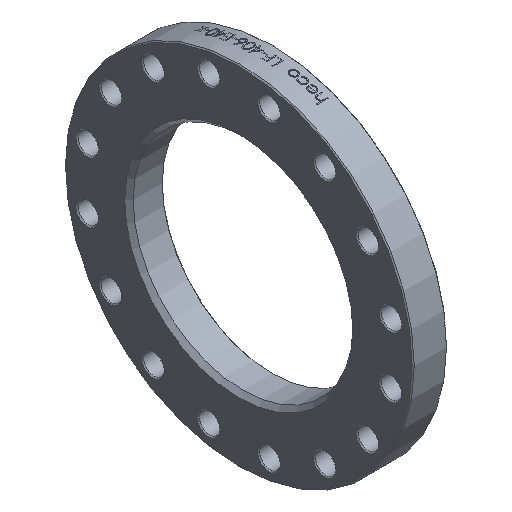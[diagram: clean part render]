
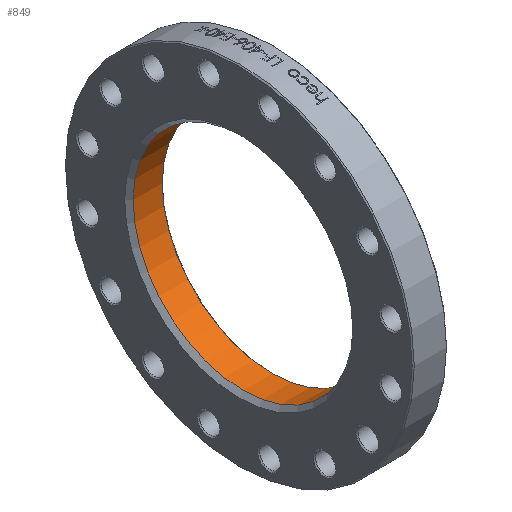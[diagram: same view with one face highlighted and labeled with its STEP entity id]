
A CAD part, isometric view. The second image highlights one B-rep face of the part: STEP entity #849.
In plain terms, the highlighted cylindrical face has radius 208 mm (diameter 416 mm), a full revolution.
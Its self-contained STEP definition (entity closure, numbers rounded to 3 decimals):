
#172 = CYLINDRICAL_SURFACE ( 'NONE', #1658, 208. ) ;
#757 = CARTESIAN_POINT ( 'NONE',  ( 8., 0., 0. ) ) ;
#849 = ADVANCED_FACE ( 'NONE', ( #850, #4072 ), #172, .F. ) ;
#850 = FACE_OUTER_BOUND ( 'NONE', #1899, .T. ) ;
#886 = VERTEX_POINT ( 'NONE', #2671 ) ;
#1142 = CIRCLE ( 'NONE', #5154, 208. ) ;
#1516 = CARTESIAN_POINT ( 'NONE',  ( 0., 0., 0. ) ) ;
#1642 = DIRECTION ( 'NONE',  ( 0., 0., 1. ) ) ;
#1658 = AXIS2_PLACEMENT_3D ( 'NONE', #1516, #2898, #5684 ) ;
#1899 = EDGE_LOOP ( 'NONE', ( #6607 ) ) ;
#2377 = ORIENTED_EDGE ( 'NONE', *, *, #6477, .T. ) ;
#2671 = CARTESIAN_POINT ( 'NONE',  ( 63., 0., 208. ) ) ;
#2838 = DIRECTION ( 'NONE',  ( 0., 0., -1. ) ) ;
#2898 = DIRECTION ( 'NONE',  ( -1., 0., 0. ) ) ;
#3630 = CIRCLE ( 'NONE', #3852, 208. ) ;
#3852 = AXIS2_PLACEMENT_3D ( 'NONE', #757, #6766, #2838 ) ;
#4072 = FACE_OUTER_BOUND ( 'NONE', #5124, .T. ) ;
#4193 = EDGE_CURVE ( 'NONE', #6312, #6312, #3630, .T. ) ;
#4359 = CARTESIAN_POINT ( 'NONE',  ( 63., 0., 0. ) ) ;
#4586 = CARTESIAN_POINT ( 'NONE',  ( 8., 0., -208. ) ) ;
#5124 = EDGE_LOOP ( 'NONE', ( #2377 ) ) ;
#5154 = AXIS2_PLACEMENT_3D ( 'NONE', #4359, #6530, #1642 ) ;
#5684 = DIRECTION ( 'NONE',  ( 0., 0., 1. ) ) ;
#6312 = VERTEX_POINT ( 'NONE', #4586 ) ;
#6477 = EDGE_CURVE ( 'NONE', #886, #886, #1142, .T. ) ;
#6530 = DIRECTION ( 'NONE',  ( 1., 0., 0. ) ) ;
#6607 = ORIENTED_EDGE ( 'NONE', *, *, #4193, .T. ) ;
#6766 = DIRECTION ( 'NONE',  ( -1., 0., 0. ) ) ;
